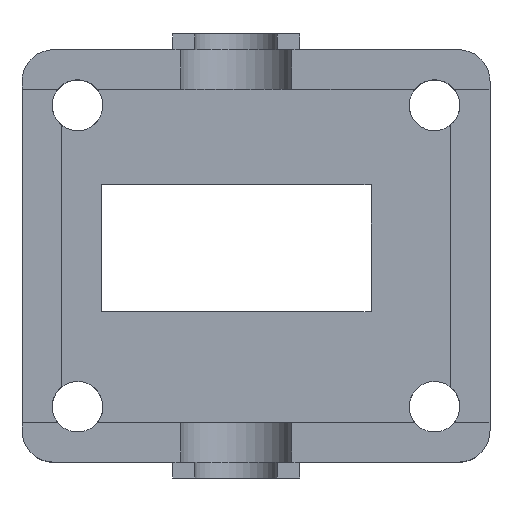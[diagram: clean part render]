
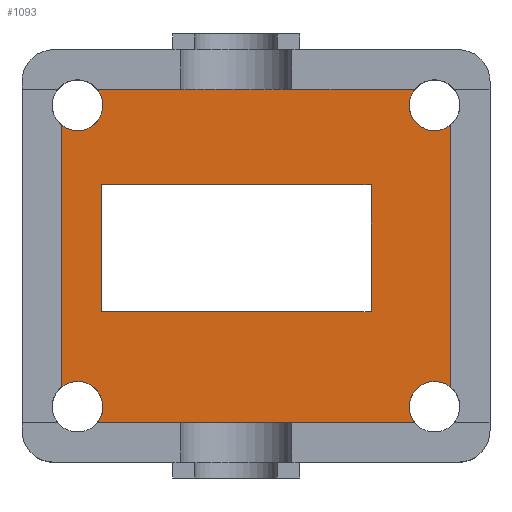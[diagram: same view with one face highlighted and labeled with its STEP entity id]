
A CAD part, top view. The second image highlights one B-rep face of the part: STEP entity #1093.
In plain terms, the highlighted planar face has unit normal (0, 0, 1).
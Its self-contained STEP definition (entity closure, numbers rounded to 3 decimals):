
#405 = VERTEX_POINT('',#406);
#406 = CARTESIAN_POINT('',(-8.4,-29.5,-6.));
#412 = EDGE_CURVE('',#413,#405,#415,.T.);
#413 = VERTEX_POINT('',#414);
#414 = CARTESIAN_POINT('',(-11.,-28.251,-6.));
#415 = CIRCLE('',#416,1.6);
#416 = AXIS2_PLACEMENT_3D('',#417,#418,#419);
#417 = CARTESIAN_POINT('',(-10.,-29.5,-6.));
#418 = DIRECTION('',(0.,0.,-1.));
#419 = DIRECTION('',(1.,0.,0.));
#448 = VERTEX_POINT('',#449);
#449 = CARTESIAN_POINT('',(-8.751,-30.5,-6.));
#455 = EDGE_CURVE('',#405,#448,#456,.T.);
#456 = CIRCLE('',#457,1.6);
#457 = AXIS2_PLACEMENT_3D('',#458,#459,#460);
#458 = CARTESIAN_POINT('',(-10.,-29.5,-6.));
#459 = DIRECTION('',(0.,0.,-1.));
#460 = DIRECTION('',(1.,0.,0.));
#490 = VERTEX_POINT('',#491);
#491 = CARTESIAN_POINT('',(13.5,-28.251,-6.));
#497 = EDGE_CURVE('',#498,#490,#500,.T.);
#498 = VERTEX_POINT('',#499);
#499 = CARTESIAN_POINT('',(11.251,-30.5,-6.));
#500 = CIRCLE('',#501,1.6);
#501 = AXIS2_PLACEMENT_3D('',#502,#503,#504);
#502 = CARTESIAN_POINT('',(12.5,-29.5,-6.));
#503 = DIRECTION('',(0.,0.,-1.));
#504 = DIRECTION('',(1.,0.,0.));
#540 = VERTEX_POINT('',#541);
#541 = CARTESIAN_POINT('',(-8.5,-23.5,-6.));
#549 = VERTEX_POINT('',#550);
#550 = CARTESIAN_POINT('',(-8.5,-15.5,-6.));
#556 = EDGE_CURVE('',#540,#549,#557,.T.);
#557 = LINE('',#558,#559);
#558 = CARTESIAN_POINT('',(-8.5,-23.5,-6.));
#559 = VECTOR('',#560,1.);
#560 = DIRECTION('',(0.,1.,0.));
#572 = EDGE_CURVE('',#549,#573,#575,.T.);
#573 = VERTEX_POINT('',#574);
#574 = CARTESIAN_POINT('',(8.5,-15.5,-6.));
#575 = LINE('',#576,#577);
#576 = CARTESIAN_POINT('',(-8.5,-15.5,-6.));
#577 = VECTOR('',#578,1.);
#578 = DIRECTION('',(1.,0.,0.));
#595 = VERTEX_POINT('',#596);
#596 = CARTESIAN_POINT('',(8.5,-23.5,-6.));
#604 = EDGE_CURVE('',#595,#573,#605,.T.);
#605 = LINE('',#606,#607);
#606 = CARTESIAN_POINT('',(8.5,-23.5,-6.));
#607 = VECTOR('',#608,1.);
#608 = DIRECTION('',(0.,1.,0.));
#620 = EDGE_CURVE('',#540,#595,#621,.T.);
#621 = LINE('',#622,#623);
#622 = CARTESIAN_POINT('',(-8.5,-23.5,-6.));
#623 = VECTOR('',#624,1.);
#624 = DIRECTION('',(1.,0.,0.));
#637 = VERTEX_POINT('',#638);
#638 = CARTESIAN_POINT('',(-8.4,-10.5,-6.));
#644 = EDGE_CURVE('',#645,#637,#647,.T.);
#645 = VERTEX_POINT('',#646);
#646 = CARTESIAN_POINT('',(-8.751,-9.5,-6.));
#647 = CIRCLE('',#648,1.6);
#648 = AXIS2_PLACEMENT_3D('',#649,#650,#651);
#649 = CARTESIAN_POINT('',(-10.,-10.5,-6.));
#650 = DIRECTION('',(0.,0.,-1.));
#651 = DIRECTION('',(1.,0.,0.));
#680 = VERTEX_POINT('',#681);
#681 = CARTESIAN_POINT('',(-11.,-11.749,-6.));
#687 = EDGE_CURVE('',#637,#680,#688,.T.);
#688 = CIRCLE('',#689,1.6);
#689 = AXIS2_PLACEMENT_3D('',#690,#691,#692);
#690 = CARTESIAN_POINT('',(-10.,-10.5,-6.));
#691 = DIRECTION('',(0.,0.,-1.));
#692 = DIRECTION('',(1.,0.,0.));
#731 = VERTEX_POINT('',#732);
#732 = CARTESIAN_POINT('',(11.251,-9.5,-6.));
#738 = EDGE_CURVE('',#739,#731,#741,.T.);
#739 = VERTEX_POINT('',#740);
#740 = CARTESIAN_POINT('',(13.5,-11.749,-6.));
#741 = CIRCLE('',#742,1.6);
#742 = AXIS2_PLACEMENT_3D('',#743,#744,#745);
#743 = CARTESIAN_POINT('',(12.5,-10.5,-6.));
#744 = DIRECTION('',(0.,0.,-1.));
#745 = DIRECTION('',(1.,0.,0.));
#1093 = ADVANCED_FACE('',(#1094,#1126),#1132,.T.);
#1094 = FACE_BOUND('',#1095,.T.);
#1095 = EDGE_LOOP('',(#1096,#1102,#1103,#1104,#1110,#1111,#1117,#1118,
    #1124,#1125));
#1096 = ORIENTED_EDGE('',*,*,#1097,.F.);
#1097 = EDGE_CURVE('',#413,#680,#1098,.T.);
#1098 = LINE('',#1099,#1100);
#1099 = CARTESIAN_POINT('',(-11.,-30.5,-6.));
#1100 = VECTOR('',#1101,1.);
#1101 = DIRECTION('',(0.,1.,0.));
#1102 = ORIENTED_EDGE('',*,*,#412,.T.);
#1103 = ORIENTED_EDGE('',*,*,#455,.T.);
#1104 = ORIENTED_EDGE('',*,*,#1105,.T.);
#1105 = EDGE_CURVE('',#448,#498,#1106,.T.);
#1106 = LINE('',#1107,#1108);
#1107 = CARTESIAN_POINT('',(-13.5,-30.5,-6.));
#1108 = VECTOR('',#1109,1.);
#1109 = DIRECTION('',(1.,0.,0.));
#1110 = ORIENTED_EDGE('',*,*,#497,.T.);
#1111 = ORIENTED_EDGE('',*,*,#1112,.T.);
#1112 = EDGE_CURVE('',#490,#739,#1113,.T.);
#1113 = LINE('',#1114,#1115);
#1114 = CARTESIAN_POINT('',(13.5,-30.5,-6.));
#1115 = VECTOR('',#1116,1.);
#1116 = DIRECTION('',(0.,1.,0.));
#1117 = ORIENTED_EDGE('',*,*,#738,.T.);
#1118 = ORIENTED_EDGE('',*,*,#1119,.F.);
#1119 = EDGE_CURVE('',#645,#731,#1120,.T.);
#1120 = LINE('',#1121,#1122);
#1121 = CARTESIAN_POINT('',(-13.5,-9.5,-6.));
#1122 = VECTOR('',#1123,1.);
#1123 = DIRECTION('',(1.,0.,0.));
#1124 = ORIENTED_EDGE('',*,*,#644,.T.);
#1125 = ORIENTED_EDGE('',*,*,#687,.T.);
#1126 = FACE_BOUND('',#1127,.T.);
#1127 = EDGE_LOOP('',(#1128,#1129,#1130,#1131));
#1128 = ORIENTED_EDGE('',*,*,#556,.T.);
#1129 = ORIENTED_EDGE('',*,*,#572,.T.);
#1130 = ORIENTED_EDGE('',*,*,#604,.F.);
#1131 = ORIENTED_EDGE('',*,*,#620,.F.);
#1132 = PLANE('',#1133);
#1133 = AXIS2_PLACEMENT_3D('',#1134,#1135,#1136);
#1134 = CARTESIAN_POINT('',(-13.5,-33.,-6.));
#1135 = DIRECTION('',(0.,0.,1.));
#1136 = DIRECTION('',(1.,0.,0.));
